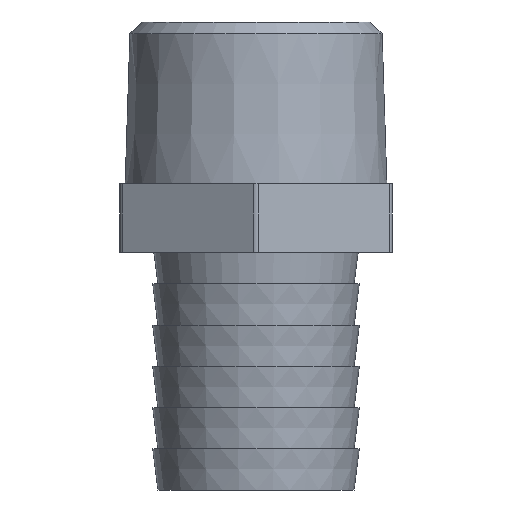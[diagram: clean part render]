
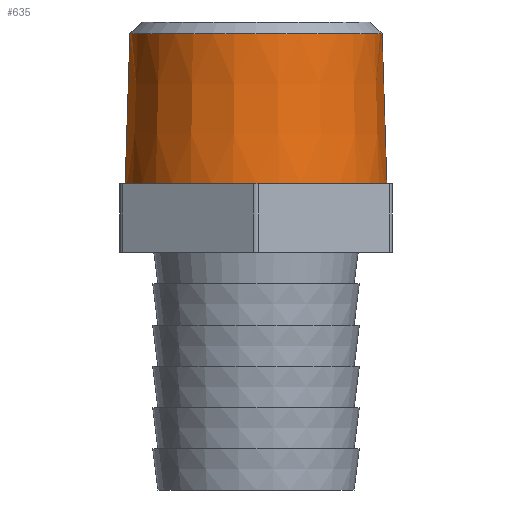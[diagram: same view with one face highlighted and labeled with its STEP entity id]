
A CAD part, front view. The second image highlights one B-rep face of the part: STEP entity #635.
In plain terms, the highlighted conical face has half-angle 1.79 degrees and reference radius 16.764 mm.
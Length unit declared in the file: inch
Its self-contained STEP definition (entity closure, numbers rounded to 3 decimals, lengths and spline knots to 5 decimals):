
#13 = CARTESIAN_POINT ( 'NONE',  ( -0.63637, 0., 0.92903 ) ) ;
#23 = EDGE_CURVE ( 'NONE', #1161, #1237, #940, .T. ) ;
#26 = FACE_OUTER_BOUND ( 'NONE', #755, .T. ) ;
#38 = CARTESIAN_POINT ( 'NONE',  ( 0., 0., 0.92903 ) ) ;
#39 = VECTOR ( 'NONE', #546, 39.37008 ) ;
#46 = ORIENTED_EDGE ( 'NONE', *, *, #684, .T. ) ;
#71 = DIRECTION ( 'NONE',  ( 1., 0., 0. ) ) ;
#118 = CARTESIAN_POINT ( 'NONE',  ( 0.66, 0., 0.173 ) ) ;
#120 = VERTEX_POINT ( 'NONE', #867 ) ;
#129 = DIRECTION ( 'NONE',  ( -1., 0., 0. ) ) ;
#220 = DIRECTION ( 'NONE',  ( 0., 0., -1. ) ) ;
#266 = CARTESIAN_POINT ( 'NONE',  ( 0., 0., 0.173 ) ) ;
#304 = EDGE_CURVE ( 'NONE', #120, #1237, #1065, .T. ) ;
#533 = VERTEX_POINT ( 'NONE', #13 ) ;
#546 = DIRECTION ( 'NONE',  ( -0.031, 0., -1. ) ) ;
#549 = VECTOR ( 'NONE', #758, 39.37008 ) ;
#607 = AXIS2_PLACEMENT_3D ( 'NONE', #266, #1040, #71 ) ;
#612 = CARTESIAN_POINT ( 'NONE',  ( 0., 0., 0.173 ) ) ;
#635 = ADVANCED_FACE ( 'NONE', ( #26 ), #997, .T. ) ;
#675 = ORIENTED_EDGE ( 'NONE', *, *, #963, .T. ) ;
#684 = EDGE_CURVE ( 'NONE', #120, #533, #1024, .T. ) ;
#701 = LINE ( 'NONE', #746, #39 ) ;
#726 = DIRECTION ( 'NONE',  ( 0., 0., -1. ) ) ;
#746 = CARTESIAN_POINT ( 'NONE',  ( -0.66, 0., 0.173 ) ) ;
#755 = EDGE_LOOP ( 'NONE', ( #46, #675, #799, #856 ) ) ;
#758 = DIRECTION ( 'NONE',  ( 0.031, 0., -1. ) ) ;
#796 = AXIS2_PLACEMENT_3D ( 'NONE', #612, #220, #1093 ) ;
#799 = ORIENTED_EDGE ( 'NONE', *, *, #23, .T. ) ;
#856 = ORIENTED_EDGE ( 'NONE', *, *, #304, .F. ) ;
#867 = CARTESIAN_POINT ( 'NONE',  ( 0.63637, 0., 0.92903 ) ) ;
#940 = CIRCLE ( 'NONE', #607, 0.66 ) ;
#963 = EDGE_CURVE ( 'NONE', #533, #1161, #701, .T. ) ;
#997 = CONICAL_SURFACE ( 'NONE', #796, 0.66, 0.031 ) ;
#1024 = CIRCLE ( 'NONE', #1177, 0.63637 ) ;
#1039 = CARTESIAN_POINT ( 'NONE',  ( 0.66, 0., 0.173 ) ) ;
#1040 = DIRECTION ( 'NONE',  ( 0., 0., 1. ) ) ;
#1065 = LINE ( 'NONE', #1039, #549 ) ;
#1093 = DIRECTION ( 'NONE',  ( 1., 0., 0. ) ) ;
#1161 = VERTEX_POINT ( 'NONE', #1249 ) ;
#1177 = AXIS2_PLACEMENT_3D ( 'NONE', #38, #726, #129 ) ;
#1237 = VERTEX_POINT ( 'NONE', #118 ) ;
#1249 = CARTESIAN_POINT ( 'NONE',  ( -0.66, 0., 0.173 ) ) ;
